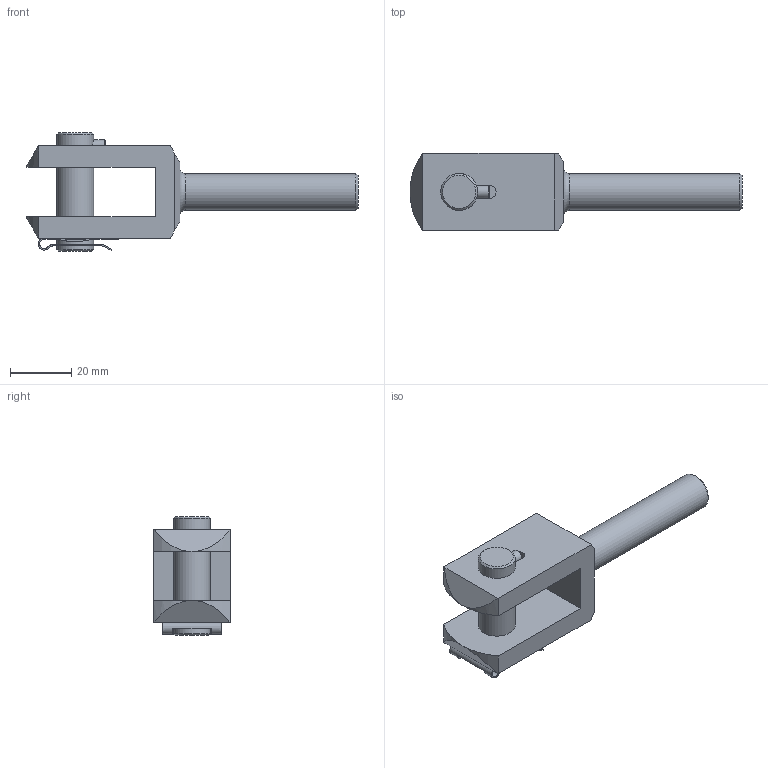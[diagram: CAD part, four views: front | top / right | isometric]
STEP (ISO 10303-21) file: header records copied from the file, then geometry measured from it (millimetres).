
FILE_DESCRIPTION(/* description */ ('STEP AP214'),/* implementation_level */ '2;1');
FILE_NAME(/* name */ '10767_SGA-M12X125',/* time_stamp */ '2024-09-11T08:18:29+02:00',/* author */ ('License CC BY-ND 4.0'),/* organization */ ('CADENAS'),/* preprocessor_version */ 'ST-DEVELOPER v19.3',/* originating_system */ 'PARTsolutions',/* authorisation */ ' ');
FILE_SCHEMA (('AUTOMOTIVE_DESIGN {1 0 10303 214 3 1 1}'));
Length unit declared in the file: millimetre
Products named in the file (1): 10767 SGA-M12x1,25
Bounding box: 108 x 25 x 38.7 mm (x, y, z)
Volume: 28966.2 mm3; surface area: 11046.7 mm2
Topology: 1 solids, 1 shells, 63 faces, 171 edges, 112 vertices
Faces by surface type: plane 34, cylinder 24, cone 4, torus 1
Full cylindrical faces by diameter (mm): 4.1 x1, 12 x4
Entity records: 1972 total; most frequent: CARTESIAN_POINT 368, DIRECTION 336, ORIENTED_EDGE 312, EDGE_CURVE 156, AXIS2_PLACEMENT_3D 120, VERTEX_POINT 108, LINE 96, VECTOR 96
